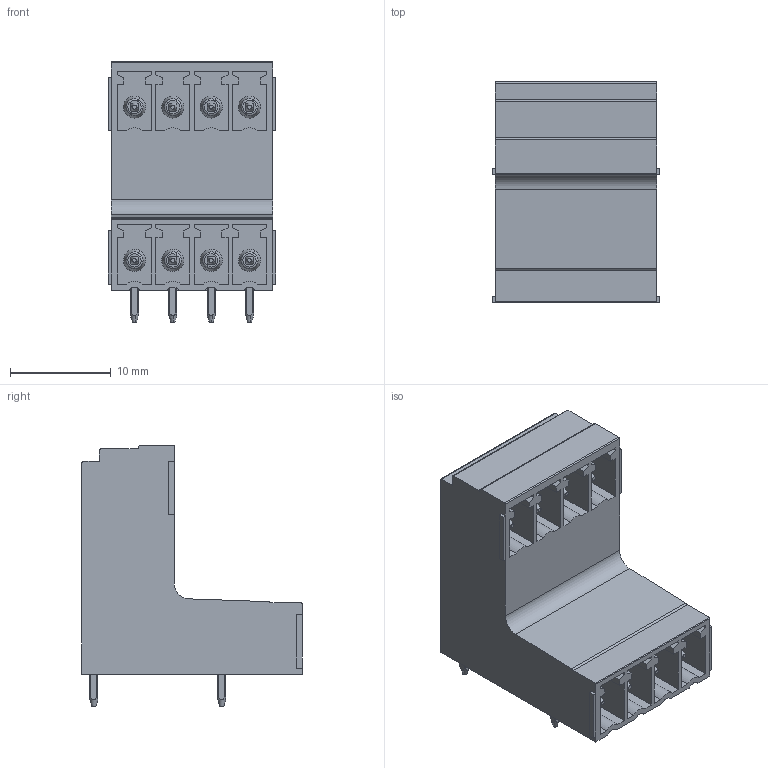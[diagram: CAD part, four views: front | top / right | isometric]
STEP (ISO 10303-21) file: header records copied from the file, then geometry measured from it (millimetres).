
FILE_DESCRIPTION(('CATIA V5 STEP Exchange','CAx-IF Rec.Pracs.--- Model Styling and Organization---1.4--- 2014-01-23'),'2;1');
FILE_NAME ('D1486176_0', '2021-05-18T13:42:51+00:00', ('none'), ('Weidmueller'), 'CATIA Version 5-6 Release 2016 SP3 HF44', 'CATIA V5 STEP AP214', 'none');
FILE_SCHEMA(('AUTOMOTIVE_DESIGN { 1 0 10303 214 1 1 1 1 }'));
Length unit declared in the file: millimetre
Products named in the file (1): 1032280000
Bounding box: 16.63 x 21.9 x 25.9 mm (x, y, z)
Volume: 3371.7 mm3; surface area: 4258.7 mm2
Topology: 9 solids, 9 shells, 548 faces, 1488 edges, 974 vertices
Faces by surface type: plane 345, cylinder 139, cone 48, torus 16
Entity records: 17451 total; most frequent: CARTESIAN_POINT 4132, ORIENTED_EDGE 2976, DIRECTION 2032, EDGE_CURVE 1488, VECTOR 1042, LINE 1042, VERTEX_POINT 974, AXIS2_PLACEMENT_3D 636
